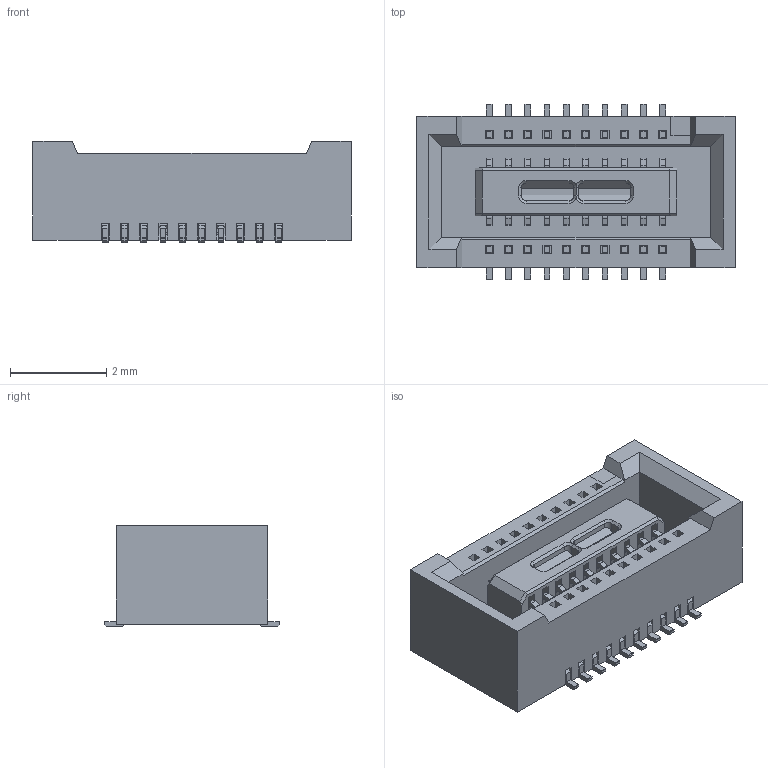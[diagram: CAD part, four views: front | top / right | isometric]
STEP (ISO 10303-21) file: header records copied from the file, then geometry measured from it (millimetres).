
FILE_DESCRIPTION(('STEP AP203'), '1');
FILE_NAME('DF40C-2.0-20DS', '', ('UNSPECIFIED'), ('UNSPECIFIED'), 'ASCON STEP Converter 1.6', 'ASCON Math Kernel', '');
FILE_SCHEMA(('CONFIG_CONTROL_DESIGN'));
Length unit declared in the file: millimetre
Bounding box: 6.6 x 3.64 x 2.1 mm (x, y, z)
Volume: 26.6 mm3; surface area: 216.1 mm2
Topology: 21 solids, 21 shells, 1429 faces, 4257 edges, 2813 vertices
Faces by surface type: plane 1173, cylinder 248, cone 8
Entity records: 59094 total; most frequent: CARTESIAN_POINT 8548, ORIENTED_EDGE 8514, DIRECTION 7603, EDGE_CURVE 4257, LINE 3751, VECTOR 3751, VERTEX_POINT 2813, AXIS2_PLACEMENT_3D 1926
